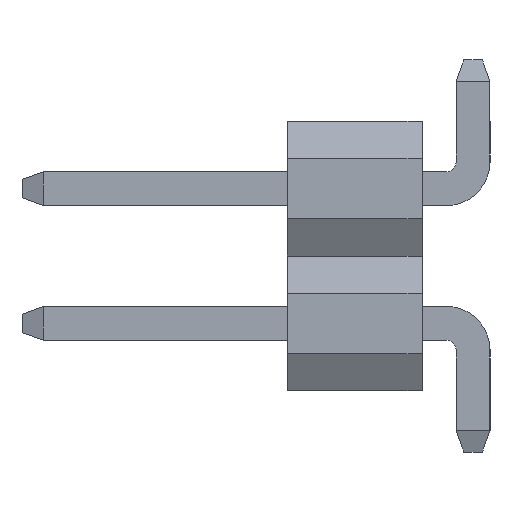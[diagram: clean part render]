
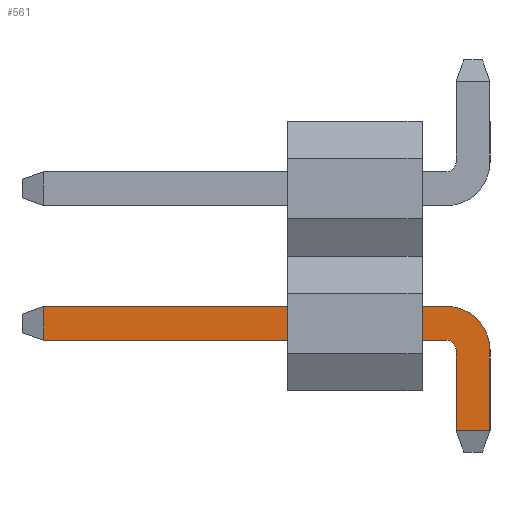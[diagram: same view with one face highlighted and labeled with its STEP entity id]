
A CAD part, left-side view. The second image highlights one B-rep face of the part: STEP entity #561.
In plain terms, the highlighted planar face has unit normal (-1, 0, 0).
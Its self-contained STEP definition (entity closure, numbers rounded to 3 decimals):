
#88=CIRCLE('',#605,0.82);
#89=CIRCLE('',#607,0.18);
#97=FACE_OUTER_BOUND('',#125,.T.);
#125=EDGE_LOOP('',(#389,#390,#391,#392,#393,#394,#395,#396));
#151=LINE('',#824,#211);
#153=LINE('',#829,#213);
#159=LINE('',#849,#219);
#160=LINE('',#851,#220);
#161=LINE('',#852,#221);
#162=LINE('',#853,#222);
#211=VECTOR('',#659,1000.);
#213=VECTOR('',#663,1000.);
#219=VECTOR('',#683,1000.);
#220=VECTOR('',#684,1000.);
#221=VECTOR('',#685,1000.);
#222=VECTOR('',#686,1000.);
#271=VERTEX_POINT('',#821);
#272=VERTEX_POINT('',#823);
#273=VERTEX_POINT('',#827);
#274=VERTEX_POINT('',#828);
#277=VERTEX_POINT('',#836);
#280=VERTEX_POINT('',#843);
#281=VERTEX_POINT('',#848);
#282=VERTEX_POINT('',#850);
#311=EDGE_CURVE('',#272,#271,#151,.T.);
#313=EDGE_CURVE('',#273,#274,#153,.T.);
#319=EDGE_CURVE('',#277,#272,#88,.T.);
#321=EDGE_CURVE('',#280,#273,#89,.T.);
#323=EDGE_CURVE('',#280,#281,#159,.T.);
#324=EDGE_CURVE('',#281,#282,#160,.T.);
#325=EDGE_CURVE('',#277,#282,#161,.T.);
#326=EDGE_CURVE('',#271,#274,#162,.T.);
#389=ORIENTED_EDGE('',*,*,#323,.T.);
#390=ORIENTED_EDGE('',*,*,#324,.T.);
#391=ORIENTED_EDGE('',*,*,#325,.F.);
#392=ORIENTED_EDGE('',*,*,#319,.T.);
#393=ORIENTED_EDGE('',*,*,#311,.T.);
#394=ORIENTED_EDGE('',*,*,#326,.T.);
#395=ORIENTED_EDGE('',*,*,#313,.F.);
#396=ORIENTED_EDGE('',*,*,#321,.F.);
#503=PLANE('',#609);
#561=ADVANCED_FACE('',(#97),#503,.F.);
#605=AXIS2_PLACEMENT_3D('',#840,#672,#673);
#607=AXIS2_PLACEMENT_3D('',#845,#677,#678);
#609=AXIS2_PLACEMENT_3D('',#847,#681,#682);
#659=DIRECTION('',(0.,1.,0.));
#663=DIRECTION('',(0.,1.,0.));
#672=DIRECTION('center_axis',(-1.,0.,0.));
#673=DIRECTION('ref_axis',(0.,0.,1.));
#677=DIRECTION('center_axis',(-1.,0.,0.));
#678=DIRECTION('ref_axis',(0.,0.,1.));
#681=DIRECTION('center_axis',(1.,0.,0.));
#682=DIRECTION('ref_axis',(0.,1.,0.));
#683=DIRECTION('',(0.,0.,-1.));
#684=DIRECTION('',(0.,-1.,0.));
#685=DIRECTION('',(0.,0.,-1.));
#686=DIRECTION('',(0.,0.,-1.));
#821=CARTESIAN_POINT('',(-0.32,2.74,2.744));
#823=CARTESIAN_POINT('',(-0.32,-4.86,2.744));
#824=CARTESIAN_POINT('',(-0.32,-4.86,2.744));
#827=CARTESIAN_POINT('',(-0.32,-4.86,2.104));
#828=CARTESIAN_POINT('',(-0.32,2.74,2.104));
#829=CARTESIAN_POINT('',(-0.32,-4.86,2.104));
#836=CARTESIAN_POINT('',(-0.32,-5.68,1.924));
#840=CARTESIAN_POINT('Origin',(-0.32,-4.86,1.924));
#843=CARTESIAN_POINT('',(-0.32,-5.04,1.924));
#845=CARTESIAN_POINT('Origin',(-0.32,-4.86,1.924));
#847=CARTESIAN_POINT('Origin',(-0.32,-5.04,1.924));
#848=CARTESIAN_POINT('',(-0.32,-5.04,0.4));
#849=CARTESIAN_POINT('',(-0.32,-5.04,1.924));
#850=CARTESIAN_POINT('',(-0.32,-5.68,0.4));
#851=CARTESIAN_POINT('',(-0.32,-5.68,0.4));
#852=CARTESIAN_POINT('',(-0.32,-5.68,1.924));
#853=CARTESIAN_POINT('',(-0.32,2.74,1.924));
